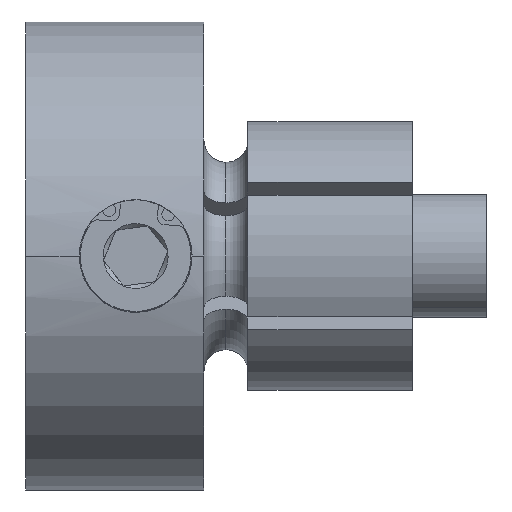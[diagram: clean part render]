
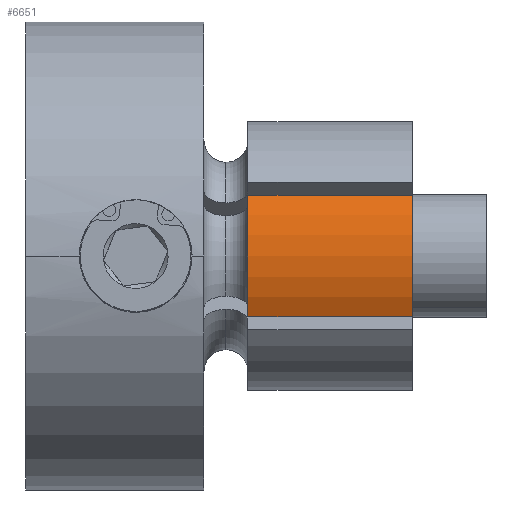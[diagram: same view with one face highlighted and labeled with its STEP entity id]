
A CAD part, front view. The second image highlights one B-rep face of the part: STEP entity #6651.
In plain terms, the highlighted cylindrical face has radius 14.351 mm (diameter 28.702 mm), a partial arc.
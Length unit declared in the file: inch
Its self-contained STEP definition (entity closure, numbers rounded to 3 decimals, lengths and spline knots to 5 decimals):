
#374 = EDGE_CURVE ( 'NONE', #9262, #2844, #4178, .T. ) ;
#639 = CARTESIAN_POINT ( 'NONE',  ( 2.685, 0., 0. ) ) ;
#840 = EDGE_CURVE ( 'NONE', #9262, #5435, #1783, .T. ) ;
#924 = DIRECTION ( 'NONE',  ( -1., 0., 0. ) ) ;
#1272 = DIRECTION ( 'NONE',  ( 1., 0., 0. ) ) ;
#1602 = VECTOR ( 'NONE', #3060, 39.37008 ) ;
#1681 = ORIENTED_EDGE ( 'NONE', *, *, #840, .T. ) ;
#1757 = CARTESIAN_POINT ( 'NONE',  ( 3.375, 0.25478, 0.50429 ) ) ;
#1783 = LINE ( 'NONE', #7941, #8893 ) ;
#2322 = AXIS2_PLACEMENT_3D ( 'NONE', #10296, #4949, #4103 ) ;
#2526 = AXIS2_PLACEMENT_3D ( 'NONE', #7227, #1272, #7382 ) ;
#2844 = VERTEX_POINT ( 'NONE', #10758 ) ;
#3060 = DIRECTION ( 'NONE',  ( 1., 0., 0. ) ) ;
#3983 = ORIENTED_EDGE ( 'NONE', *, *, #7057, .T. ) ;
#4103 = DIRECTION ( 'NONE',  ( 0., 0., -1. ) ) ;
#4178 = CIRCLE ( 'NONE', #2322, 0.565 ) ;
#4377 = CIRCLE ( 'NONE', #11086, 0.565 ) ;
#4832 = DIRECTION ( 'NONE',  ( 1., 0., 0. ) ) ;
#4949 = DIRECTION ( 'NONE',  ( 1., 0., 0. ) ) ;
#5092 = EDGE_LOOP ( 'NONE', ( #1681, #3983, #8783, #9906 ) ) ;
#5435 = VERTEX_POINT ( 'NONE', #9079 ) ;
#5578 = LINE ( 'NONE', #6426, #1602 ) ;
#6426 = CARTESIAN_POINT ( 'NONE',  ( -0.30958, -0.25478, 0.50429 ) ) ;
#6504 = VERTEX_POINT ( 'NONE', #7906 ) ;
#6570 = EDGE_CURVE ( 'NONE', #6504, #2844, #5578, .T. ) ;
#6651 = ADVANCED_FACE ( 'NONE', ( #10807 ), #9834, .T. ) ;
#6755 = DIRECTION ( 'NONE',  ( 0., 0., -1. ) ) ;
#7057 = EDGE_CURVE ( 'NONE', #5435, #6504, #4377, .T. ) ;
#7227 = CARTESIAN_POINT ( 'NONE',  ( -0.30958, 0., 0. ) ) ;
#7382 = DIRECTION ( 'NONE',  ( 0., 0., -1. ) ) ;
#7906 = CARTESIAN_POINT ( 'NONE',  ( 2.685, -0.25478, 0.50429 ) ) ;
#7941 = CARTESIAN_POINT ( 'NONE',  ( -0.30958, 0.25478, 0.50429 ) ) ;
#8783 = ORIENTED_EDGE ( 'NONE', *, *, #6570, .T. ) ;
#8893 = VECTOR ( 'NONE', #924, 39.37008 ) ;
#9079 = CARTESIAN_POINT ( 'NONE',  ( 2.685, 0.25478, 0.50429 ) ) ;
#9262 = VERTEX_POINT ( 'NONE', #1757 ) ;
#9834 = CYLINDRICAL_SURFACE ( 'NONE', #2526, 0.565 ) ;
#9906 = ORIENTED_EDGE ( 'NONE', *, *, #374, .F. ) ;
#10296 = CARTESIAN_POINT ( 'NONE',  ( 3.375, 0., 0. ) ) ;
#10758 = CARTESIAN_POINT ( 'NONE',  ( 3.375, -0.25478, 0.50429 ) ) ;
#10807 = FACE_OUTER_BOUND ( 'NONE', #5092, .T. ) ;
#11086 = AXIS2_PLACEMENT_3D ( 'NONE', #639, #4832, #6755 ) ;
